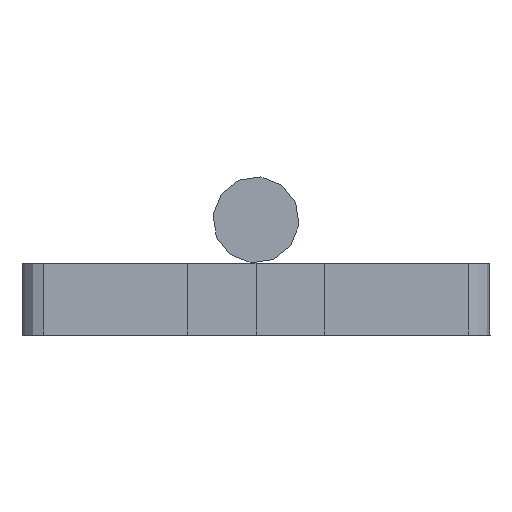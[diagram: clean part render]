
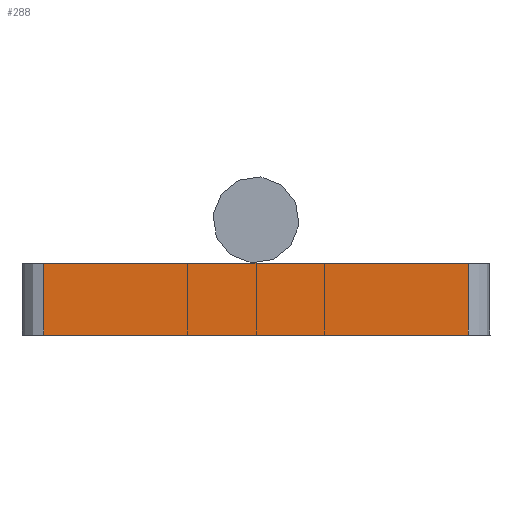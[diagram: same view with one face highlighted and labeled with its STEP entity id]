
A CAD part, left-side view. The second image highlights one B-rep face of the part: STEP entity #288.
In plain terms, the highlighted planar face has unit normal (-1, 0, 0).
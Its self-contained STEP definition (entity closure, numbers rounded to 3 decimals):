
#8 = DIRECTION ( 'NONE',  ( 0., 0., 1. ) ) ;
#26 = VERTEX_POINT ( 'NONE', #252 ) ;
#42 = CARTESIAN_POINT ( 'NONE',  ( -140., -32.5, -10. ) ) ;
#51 = EDGE_CURVE ( 'NONE', #233, #26, #594, .T. ) ;
#60 = DIRECTION ( 'NONE',  ( 0., -1., 0. ) ) ;
#66 = LINE ( 'NONE', #687, #622 ) ;
#67 = EDGE_LOOP ( 'NONE', ( #208, #851, #367, #316 ) ) ;
#71 = LINE ( 'NONE', #393, #75 ) ;
#75 = VECTOR ( 'NONE', #8, 1000. ) ;
#86 = LINE ( 'NONE', #340, #253 ) ;
#127 = AXIS2_PLACEMENT_3D ( 'NONE', #42, #864, #591 ) ;
#153 = CARTESIAN_POINT ( 'NONE',  ( -140., 29.5, 0. ) ) ;
#168 = VERTEX_POINT ( 'NONE', #616 ) ;
#204 = PLANE ( 'NONE',  #127 ) ;
#208 = ORIENTED_EDGE ( 'NONE', *, *, #710, .T. ) ;
#218 = VERTEX_POINT ( 'NONE', #606 ) ;
#233 = VERTEX_POINT ( 'NONE', #153 ) ;
#252 = CARTESIAN_POINT ( 'NONE',  ( -140., 29.5, -10. ) ) ;
#253 = VECTOR ( 'NONE', #562, 1000. ) ;
#288 = ADVANCED_FACE ( 'NONE', ( #394 ), #204, .T. ) ;
#316 = ORIENTED_EDGE ( 'NONE', *, *, #51, .T. ) ;
#340 = CARTESIAN_POINT ( 'NONE',  ( -140., -32.5, -10. ) ) ;
#367 = ORIENTED_EDGE ( 'NONE', *, *, #448, .F. ) ;
#393 = CARTESIAN_POINT ( 'NONE',  ( -140., -29.5, -10. ) ) ;
#394 = FACE_OUTER_BOUND ( 'NONE', #67, .T. ) ;
#448 = EDGE_CURVE ( 'NONE', #233, #218, #66, .T. ) ;
#491 = EDGE_CURVE ( 'NONE', #168, #218, #71, .T. ) ;
#539 = DIRECTION ( 'NONE',  ( 0., 0., -1. ) ) ;
#562 = DIRECTION ( 'NONE',  ( 0., -1., 0. ) ) ;
#591 = DIRECTION ( 'NONE',  ( 0., 0., 1. ) ) ;
#594 = LINE ( 'NONE', #598, #739 ) ;
#598 = CARTESIAN_POINT ( 'NONE',  ( -140., 29.5, -10. ) ) ;
#606 = CARTESIAN_POINT ( 'NONE',  ( -140., -29.5, 0. ) ) ;
#616 = CARTESIAN_POINT ( 'NONE',  ( -140., -29.5, -10. ) ) ;
#622 = VECTOR ( 'NONE', #60, 1000. ) ;
#687 = CARTESIAN_POINT ( 'NONE',  ( -140., -32.5, 0. ) ) ;
#710 = EDGE_CURVE ( 'NONE', #26, #168, #86, .T. ) ;
#739 = VECTOR ( 'NONE', #539, 1000. ) ;
#851 = ORIENTED_EDGE ( 'NONE', *, *, #491, .T. ) ;
#864 = DIRECTION ( 'NONE',  ( -1., 0., 0. ) ) ;
